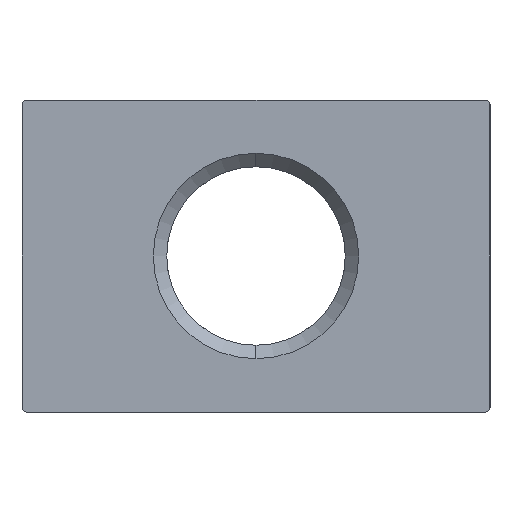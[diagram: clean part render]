
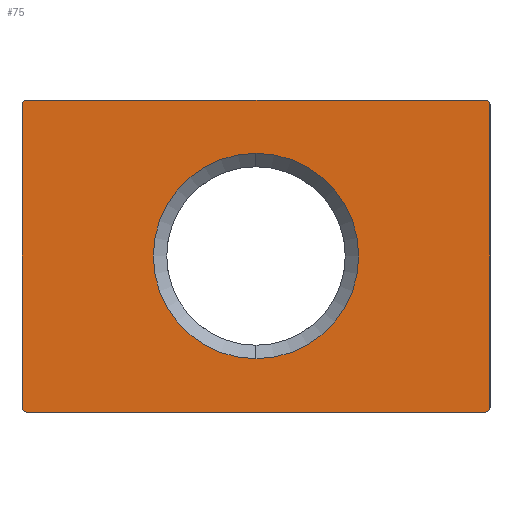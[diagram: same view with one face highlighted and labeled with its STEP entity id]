
A CAD part, left-side view. The second image highlights one B-rep face of the part: STEP entity #75.
In plain terms, the highlighted planar face has unit normal (-1, 0, 0).
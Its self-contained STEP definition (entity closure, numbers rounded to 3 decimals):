
#75=ADVANCED_FACE('',(#184,#185),#186,.T.);
#184=FACE_OUTER_BOUND('',#338,.T.);
#185=FACE_BOUND('',#339,.T.);
#186=PLANE('',#340);
#338=EDGE_LOOP('',(#506,#507,#508,#509,#510,#511,#512,#513));
#339=EDGE_LOOP('',(#514,#515));
#340=AXIS2_PLACEMENT_3D('',#516,#517,#518);
#506=ORIENTED_EDGE('',*,*,#934,.T.);
#507=ORIENTED_EDGE('',*,*,#935,.F.);
#508=ORIENTED_EDGE('',*,*,#936,.T.);
#509=ORIENTED_EDGE('',*,*,#937,.T.);
#510=ORIENTED_EDGE('',*,*,#938,.T.);
#511=ORIENTED_EDGE('',*,*,#939,.T.);
#512=ORIENTED_EDGE('',*,*,#940,.T.);
#513=ORIENTED_EDGE('',*,*,#941,.F.);
#514=ORIENTED_EDGE('',*,*,#942,.T.);
#515=ORIENTED_EDGE('',*,*,#943,.T.);
#516=CARTESIAN_POINT('',(0.0,30.0,-10.0));
#517=DIRECTION('',(-1.0,0.0,0.0));
#518=DIRECTION('',(0.0,0.0,1.0));
#934=EDGE_CURVE('',#1126,#1127,#1128,.T.);
#935=EDGE_CURVE('',#1129,#1127,#1130,.T.);
#936=EDGE_CURVE('',#1129,#1131,#1132,.T.);
#937=EDGE_CURVE('',#1131,#1133,#1134,.T.);
#938=EDGE_CURVE('',#1133,#1135,#1136,.T.);
#939=EDGE_CURVE('',#1135,#1137,#1138,.T.);
#940=EDGE_CURVE('',#1137,#1139,#1140,.T.);
#941=EDGE_CURVE('',#1126,#1139,#1141,.T.);
#942=EDGE_CURVE('',#1142,#1143,#1144,.T.);
#943=EDGE_CURVE('',#1143,#1142,#1145,.T.);
#1126=VERTEX_POINT('',#1417);
#1127=VERTEX_POINT('',#1418);
#1128=CIRCLE('',#1419,0.3);
#1129=VERTEX_POINT('',#1420);
#1130=LINE('',#1421,#1422);
#1131=VERTEX_POINT('',#1423);
#1132=CIRCLE('',#1424,0.3);
#1133=VERTEX_POINT('',#1425);
#1134=LINE('',#1426,#1427);
#1135=VERTEX_POINT('',#1428);
#1136=CIRCLE('',#1429,0.3);
#1137=VERTEX_POINT('',#1430);
#1138=LINE('',#1431,#1432);
#1139=VERTEX_POINT('',#1433);
#1140=CIRCLE('',#1434,0.3);
#1141=LINE('',#1435,#1436);
#1142=VERTEX_POINT('',#1437);
#1143=VERTEX_POINT('',#1438);
#1144=CIRCLE('',#1439,6.582);
#1145=CIRCLE('',#1440,6.582);
#1417=CARTESIAN_POINT('',(0.0,29.7,10.0));
#1418=CARTESIAN_POINT('',(0.0,30.0,9.7));
#1419=AXIS2_PLACEMENT_3D('',#1872,#1873,#1874);
#1420=CARTESIAN_POINT('',(0.0,30.0,-9.7));
#1421=CARTESIAN_POINT('',(0.0,30.0,-9.7));
#1422=VECTOR('',#1875,19.4);
#1423=CARTESIAN_POINT('',(0.0,29.7,-10.0));
#1424=AXIS2_PLACEMENT_3D('',#1876,#1877,#1878);
#1425=CARTESIAN_POINT('',(0.0,0.3,-10.0));
#1426=CARTESIAN_POINT('',(0.0,29.7,-10.0));
#1427=VECTOR('',#1879,29.4);
#1428=CARTESIAN_POINT('',(0.0,0.0,-9.7));
#1429=AXIS2_PLACEMENT_3D('',#1880,#1881,#1882);
#1430=CARTESIAN_POINT('',(0.0,0.0,9.7));
#1431=CARTESIAN_POINT('',(0.0,0.0,-9.7));
#1432=VECTOR('',#1883,19.4);
#1433=CARTESIAN_POINT('',(0.0,0.3,10.0));
#1434=AXIS2_PLACEMENT_3D('',#1884,#1885,#1886);
#1435=CARTESIAN_POINT('',(0.0,29.7,10.0));
#1436=VECTOR('',#1887,29.4);
#1437=CARTESIAN_POINT('',(0.0,15.0,-6.582));
#1438=CARTESIAN_POINT('',(0.0,15.0,6.582));
#1439=AXIS2_PLACEMENT_3D('',#1888,#1889,#1890);
#1440=AXIS2_PLACEMENT_3D('',#1891,#1892,#1893);
#1872=CARTESIAN_POINT('',(0.0,29.7,9.7));
#1873=DIRECTION('',(-1.0,0.0,0.0));
#1874=DIRECTION('',(0.0,0.0,1.0));
#1875=DIRECTION('',(0.0,0.0,1.0));
#1876=CARTESIAN_POINT('',(0.0,29.7,-9.7));
#1877=DIRECTION('',(-1.0,0.0,0.0));
#1878=DIRECTION('',(0.0,1.0,0.0));
#1879=DIRECTION('',(0.0,-1.0,0.0));
#1880=CARTESIAN_POINT('',(0.0,0.3,-9.7));
#1881=DIRECTION('',(-1.0,0.0,0.0));
#1882=DIRECTION('',(0.0,0.,-1.0));
#1883=DIRECTION('',(0.0,0.0,1.0));
#1884=CARTESIAN_POINT('',(0.0,0.3,9.7));
#1885=DIRECTION('',(-1.0,0.0,0.0));
#1886=DIRECTION('',(0.0,-1.0,0.0));
#1887=DIRECTION('',(0.0,-1.0,0.0));
#1888=CARTESIAN_POINT('',(0.0,15.0,0.0));
#1889=DIRECTION('',(1.0,0.0,0.0));
#1890=DIRECTION('',(0.0,0.0,-1.0));
#1891=CARTESIAN_POINT('',(0.0,15.0,0.0));
#1892=DIRECTION('',(1.0,0.0,0.0));
#1893=DIRECTION('',(0.0,0.0,-1.0));
